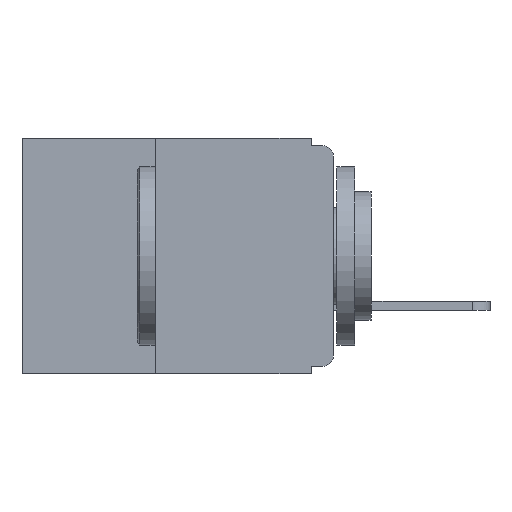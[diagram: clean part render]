
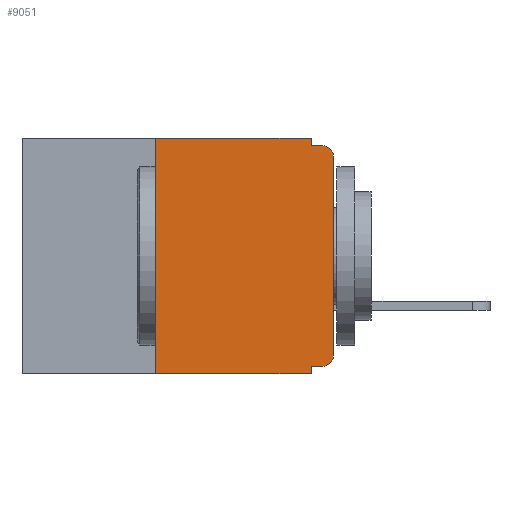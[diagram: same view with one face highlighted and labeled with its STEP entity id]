
A CAD part, left-side view. The second image highlights one B-rep face of the part: STEP entity #9051.
In plain terms, the highlighted planar face has unit normal (-1, 0, 0).
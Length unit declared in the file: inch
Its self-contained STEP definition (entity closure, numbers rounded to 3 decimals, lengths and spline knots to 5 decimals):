
#1008 = VECTOR ( 'NONE', #4015, 39.37008 ) ;
#1014 = EDGE_CURVE ( 'NONE', #2355, #5663, #13740, .T. ) ;
#1440 = VECTOR ( 'NONE', #16583, 39.37008 ) ;
#1650 = VERTEX_POINT ( 'NONE', #3751 ) ;
#2012 = CARTESIAN_POINT ( 'NONE',  ( 0., 0.015, -0.025 ) ) ;
#2177 = CARTESIAN_POINT ( 'NONE',  ( 0., 0., -0.305 ) ) ;
#2199 = CARTESIAN_POINT ( 'NONE',  ( 0., 0.437, -0.33 ) ) ;
#2355 = VERTEX_POINT ( 'NONE', #11878 ) ;
#2522 = EDGE_CURVE ( 'NONE', #12237, #1650, #11096, .T. ) ;
#2550 = FACE_OUTER_BOUND ( 'NONE', #22266, .T. ) ;
#2954 = EDGE_CURVE ( 'NONE', #12139, #5159, #11073, .T. ) ;
#2996 = VECTOR ( 'NONE', #21457, 39.37008 ) ;
#3077 = ORIENTED_EDGE ( 'NONE', *, *, #1014, .F. ) ;
#3416 = CARTESIAN_POINT ( 'NONE',  ( 0., 0.25, -0.33 ) ) ;
#3537 = CARTESIAN_POINT ( 'NONE',  ( 0., 0., -0.01 ) ) ;
#3751 = CARTESIAN_POINT ( 'NONE',  ( 0., 0.031, -0.33 ) ) ;
#3949 = DIRECTION ( 'NONE',  ( 0., 0., -1. ) ) ;
#4015 = DIRECTION ( 'NONE',  ( 0., -1., 0. ) ) ;
#4494 = CARTESIAN_POINT ( 'NONE',  ( 0., 0.031, 0. ) ) ;
#5159 = VERTEX_POINT ( 'NONE', #2177 ) ;
#5427 = AXIS2_PLACEMENT_3D ( 'NONE', #2012, #15182, #3949 ) ;
#5606 = ORIENTED_EDGE ( 'NONE', *, *, #2522, .T. ) ;
#5663 = VERTEX_POINT ( 'NONE', #16707 ) ;
#5966 = AXIS2_PLACEMENT_3D ( 'NONE', #13559, #22988, #11772 ) ;
#6032 = ORIENTED_EDGE ( 'NONE', *, *, #15086, .F. ) ;
#6085 = CARTESIAN_POINT ( 'NONE',  ( 0., 0.015, -0.01 ) ) ;
#6433 = CARTESIAN_POINT ( 'NONE',  ( 0., 0., 0. ) ) ;
#6600 = CARTESIAN_POINT ( 'NONE',  ( 0., 0.437, 0. ) ) ;
#6761 = VERTEX_POINT ( 'NONE', #23705 ) ;
#6833 = CARTESIAN_POINT ( 'NONE',  ( 0., 0., -0.32 ) ) ;
#7352 = CARTESIAN_POINT ( 'NONE',  ( 0., 0.015, -0.32 ) ) ;
#7443 = EDGE_CURVE ( 'NONE', #5663, #22890, #24390, .T. ) ;
#7690 = LINE ( 'NONE', #14705, #1440 ) ;
#8404 = ORIENTED_EDGE ( 'NONE', *, *, #10327, .T. ) ;
#8730 = CIRCLE ( 'NONE', #5427, 0.015 ) ;
#9051 = ADVANCED_FACE ( 'NONE', ( #2550 ), #19207, .F. ) ;
#9709 = VERTEX_POINT ( 'NONE', #12249 ) ;
#9946 = DIRECTION ( 'NONE',  ( 0., 0., -1. ) ) ;
#10327 = EDGE_CURVE ( 'NONE', #5159, #9709, #22998, .T. ) ;
#10639 = DIRECTION ( 'NONE',  ( 0., 1., 0. ) ) ;
#11073 = CIRCLE ( 'NONE', #18590, 0.015 ) ;
#11096 = LINE ( 'NONE', #2199, #1008 ) ;
#11772 = DIRECTION ( 'NONE',  ( 0., 0., -1. ) ) ;
#11878 = CARTESIAN_POINT ( 'NONE',  ( 0., 0.031, 0. ) ) ;
#12139 = VERTEX_POINT ( 'NONE', #7352 ) ;
#12237 = VERTEX_POINT ( 'NONE', #20777 ) ;
#12249 = CARTESIAN_POINT ( 'NONE',  ( 0., 0., -0.025 ) ) ;
#13559 = CARTESIAN_POINT ( 'NONE',  ( 0., 0.437, 0. ) ) ;
#13740 = LINE ( 'NONE', #4494, #18731 ) ;
#14255 = LINE ( 'NONE', #6833, #18663 ) ;
#14610 = EDGE_CURVE ( 'NONE', #9709, #22890, #8730, .T. ) ;
#14705 = CARTESIAN_POINT ( 'NONE',  ( 0., 0.031, -0.33 ) ) ;
#15086 = EDGE_CURVE ( 'NONE', #12237, #6761, #17501, .T. ) ;
#15182 = DIRECTION ( 'NONE',  ( -1., 0., 0. ) ) ;
#16583 = DIRECTION ( 'NONE',  ( 0., 0., -1. ) ) ;
#16603 = ORIENTED_EDGE ( 'NONE', *, *, #19094, .F. ) ;
#16707 = CARTESIAN_POINT ( 'NONE',  ( 0., 0.031, -0.01 ) ) ;
#17501 = LINE ( 'NONE', #3416, #21904 ) ;
#17808 = VECTOR ( 'NONE', #19740, 39.37008 ) ;
#18459 = DIRECTION ( 'NONE',  ( 0., 0., 1. ) ) ;
#18590 = AXIS2_PLACEMENT_3D ( 'NONE', #21960, #21894, #21878 ) ;
#18663 = VECTOR ( 'NONE', #10639, 39.37008 ) ;
#18731 = VECTOR ( 'NONE', #9946, 39.37008 ) ;
#19094 = EDGE_CURVE ( 'NONE', #23144, #1650, #7690, .T. ) ;
#19207 = PLANE ( 'NONE',  #5966 ) ;
#19375 = VECTOR ( 'NONE', #20441, 39.37008 ) ;
#19740 = DIRECTION ( 'NONE',  ( 0., -1., 0. ) ) ;
#20441 = DIRECTION ( 'NONE',  ( 0., -1., 0. ) ) ;
#20777 = CARTESIAN_POINT ( 'NONE',  ( 0., 0.25, -0.33 ) ) ;
#20795 = ORIENTED_EDGE ( 'NONE', *, *, #23057, .F. ) ;
#21457 = DIRECTION ( 'NONE',  ( 0., 0., 1. ) ) ;
#21626 = ORIENTED_EDGE ( 'NONE', *, *, #2954, .T. ) ;
#21722 = ORIENTED_EDGE ( 'NONE', *, *, #22440, .F. ) ;
#21878 = DIRECTION ( 'NONE',  ( 0., 0., -1. ) ) ;
#21894 = DIRECTION ( 'NONE',  ( -1., 0., 0. ) ) ;
#21897 = ORIENTED_EDGE ( 'NONE', *, *, #7443, .F. ) ;
#21904 = VECTOR ( 'NONE', #18459, 39.37008 ) ;
#21960 = CARTESIAN_POINT ( 'NONE',  ( 0., 0.015, -0.305 ) ) ;
#22093 = CARTESIAN_POINT ( 'NONE',  ( 0., 0.031, -0.32 ) ) ;
#22266 = EDGE_LOOP ( 'NONE', ( #8404, #23973, #21897, #3077, #21722, #6032, #5606, #16603, #20795, #21626 ) ) ;
#22440 = EDGE_CURVE ( 'NONE', #6761, #2355, #22799, .T. ) ;
#22799 = LINE ( 'NONE', #6600, #17808 ) ;
#22890 = VERTEX_POINT ( 'NONE', #6085 ) ;
#22988 = DIRECTION ( 'NONE',  ( 1., 0., 0. ) ) ;
#22998 = LINE ( 'NONE', #6433, #2996 ) ;
#23057 = EDGE_CURVE ( 'NONE', #12139, #23144, #14255, .T. ) ;
#23144 = VERTEX_POINT ( 'NONE', #22093 ) ;
#23705 = CARTESIAN_POINT ( 'NONE',  ( 0., 0.25, 0. ) ) ;
#23973 = ORIENTED_EDGE ( 'NONE', *, *, #14610, .T. ) ;
#24390 = LINE ( 'NONE', #3537, #19375 ) ;
